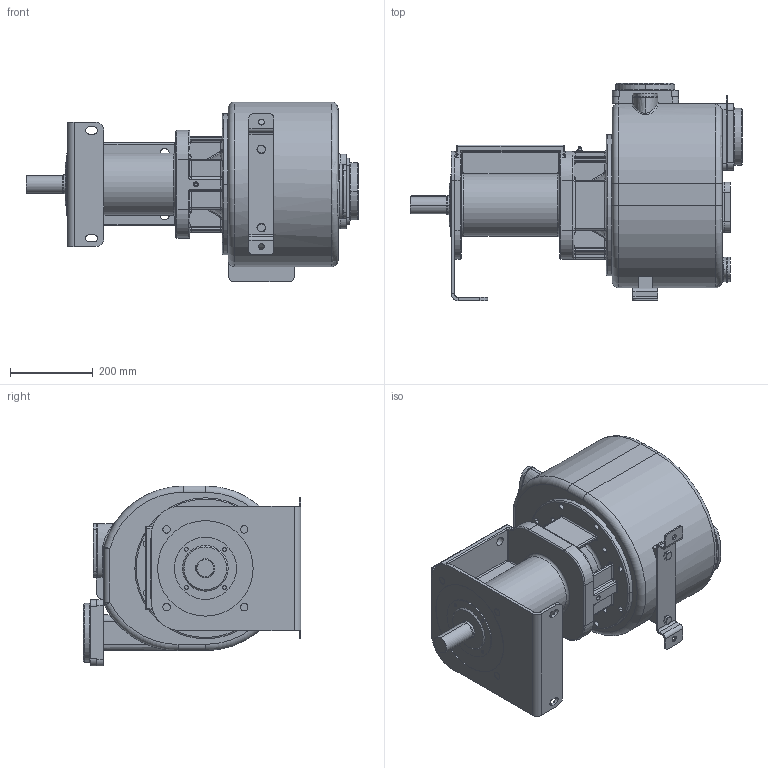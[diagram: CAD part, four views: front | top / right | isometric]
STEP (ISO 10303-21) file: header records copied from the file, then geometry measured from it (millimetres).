
FILE_DESCRIPTION((''),'2;1');
FILE_NAME('S126_K_B','2020-03-09T10:49:02',('Nicola'),(''),'CREO PARAMETRIC BY PTC INC, 2019471','CREO PARAMETRIC BY PTC INC, 2019471','');
FILE_SCHEMA(('CONFIG_CONTROL_DESIGN'));
Length unit declared in the file: millimetre
Products named in the file (1): S126_K_B
Bounding box: 800.5 x 524.5 x 434 mm (x, y, z)
Volume: 52687363.8 mm3; surface area: 1878023.9 mm2
Topology: 1 solids, 1 shells, 1100 faces, 2605 edges, 1568 vertices
Faces by surface type: cylinder 467, plane 303, torus 124, bspline 108, cone 58, sphere 36, extrusion 4
Entity records: 44409 total; most frequent: CARTESIAN_POINT 19081, DIRECTION 5505, ORIENTED_EDGE 5202, EDGE_CURVE 2601, AXIS2_PLACEMENT_3D 2266, VERTEX_POINT 1568, CIRCLE 1274, EDGE_LOOP 1235
